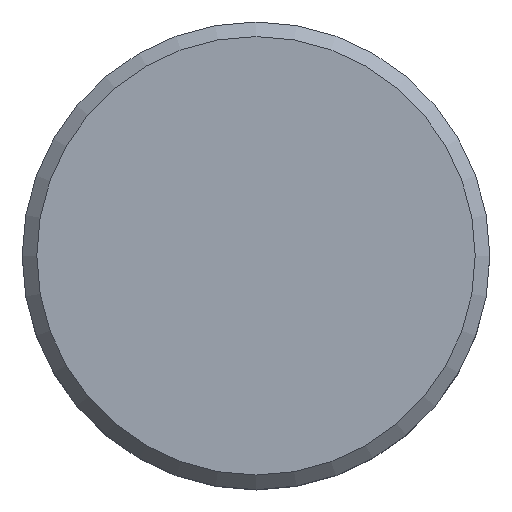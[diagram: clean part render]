
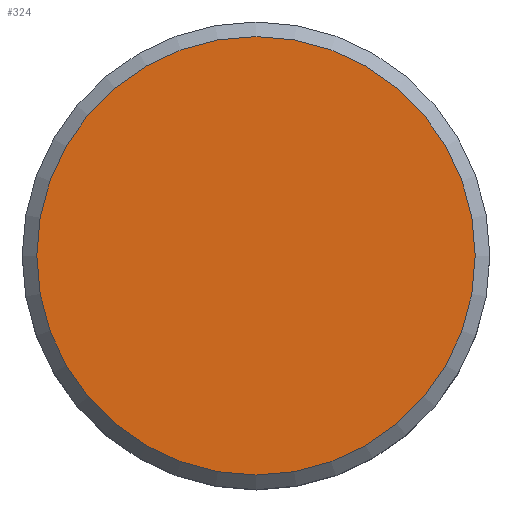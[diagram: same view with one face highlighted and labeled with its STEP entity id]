
A CAD part, top view. The second image highlights one B-rep face of the part: STEP entity #324.
In plain terms, the highlighted planar face has unit normal (0, 0, 1).
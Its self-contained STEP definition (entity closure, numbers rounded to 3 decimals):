
#25=PLANE('',#391);
#51=FACE_OUTER_BOUND('',#76,.T.);
#76=EDGE_LOOP('',(#276));
#129=CIRCLE('',#390,15.);
#156=VERTEX_POINT('',#585);
#195=EDGE_CURVE('',#156,#156,#129,.T.);
#276=ORIENTED_EDGE('',*,*,#195,.F.);
#324=ADVANCED_FACE('',(#51),#25,.T.);
#390=AXIS2_PLACEMENT_3D('',#586,#496,#497);
#391=AXIS2_PLACEMENT_3D('',#588,#499,#500);
#496=DIRECTION('center_axis',(0.,0.,-1.));
#497=DIRECTION('ref_axis',(-1.,0.,0.));
#499=DIRECTION('center_axis',(0.,0.,1.));
#500=DIRECTION('ref_axis',(1.,0.,0.));
#585=CARTESIAN_POINT('',(15.,0.,15.5));
#586=CARTESIAN_POINT('Origin',(0.,0.,15.5));
#588=CARTESIAN_POINT('Origin',(0.,0.,15.5));
